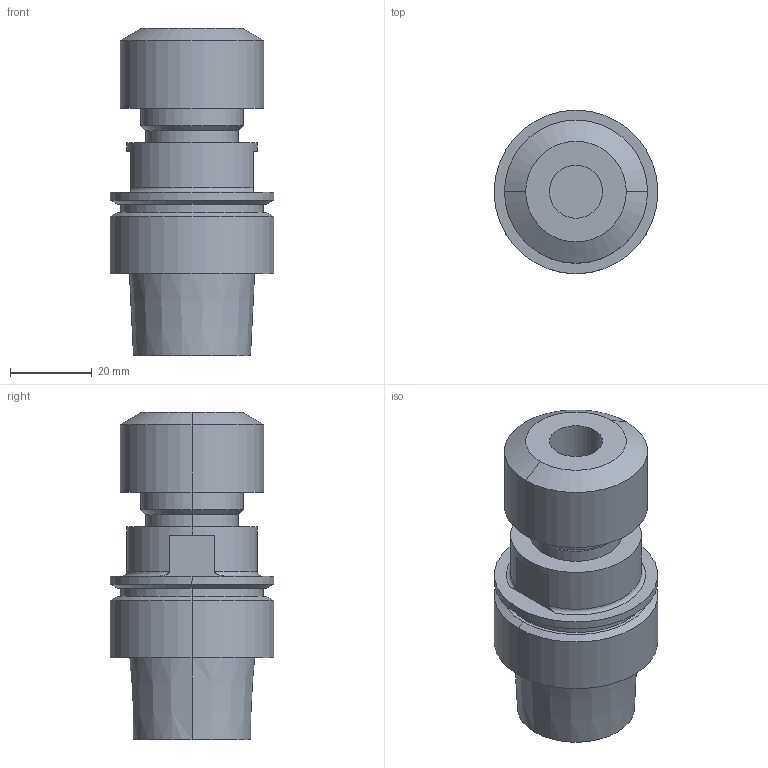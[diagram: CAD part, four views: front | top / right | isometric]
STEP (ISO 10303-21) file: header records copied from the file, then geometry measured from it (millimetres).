
FILE_DESCRIPTION (( 'STEP AP203' ), '1' );
FILE_NAME ('STP-31378-E+04507P.STEP', '2021-03-30T05:19:57', ( '' ), ( '' ), 'SwSTEP 2.0', 'SolidWorks 2017', '' );
FILE_SCHEMA (( 'CONFIG_CONTROL_DESIGN' ));
Length unit declared in the file: millimetre
Products named in the file (1): STP-31378-E+04507P
Bounding box: 40 x 40 x 80 mm (x, y, z)
Volume: 53886 mm3; surface area: 15407.2 mm2
Topology: 1 solids, 1 shells, 54 faces, 112 edges, 68 vertices
Faces by surface type: cylinder 22, cone 14, plane 14, torus 4
Entity records: 1559 total; most frequent: CARTESIAN_POINT 285, DIRECTION 282, ORIENTED_EDGE 224, AXIS2_PLACEMENT_3D 119, EDGE_CURVE 112, VERTEX_POINT 68, CIRCLE 64, EDGE_LOOP 62
